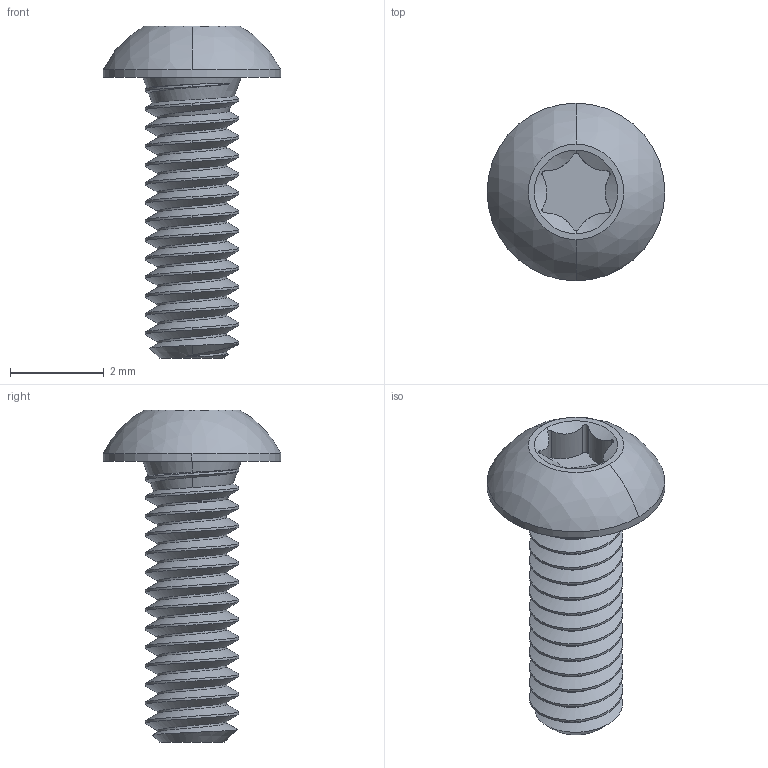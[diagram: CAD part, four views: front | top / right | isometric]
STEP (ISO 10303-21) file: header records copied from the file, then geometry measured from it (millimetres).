
FILE_DESCRIPTION (( 'STEP AP203' ), '1' );
FILE_NAME ('90910A922_Button Head Torx Screws.STEP', '2022-12-02T17:16:07', ( 'Administrator' ), ( 'Managed by Terraform' ), 'SwSTEP 2.0', 'SolidWorks 2017', '' );
FILE_SCHEMA (( 'CONFIG_CONTROL_DESIGN' ));
Length unit declared in the file: millimetre
Products named in the file (1): 90910A922_Button Head Torx Screws
Bounding box: 3.8 x 3.8 x 7.1 mm (x, y, z)
Volume: 22.6 mm3; surface area: 86.3 mm2
Topology: 1 solids, 1 shells, 66 faces, 185 edges, 123 vertices
Faces by surface type: cylinder 47, cone 8, sphere 4, plane 4, bspline 3
Entity records: 4068 total; most frequent: CARTESIAN_POINT 2511, ORIENTED_EDGE 370, DIRECTION 254, EDGE_CURVE 185, VERTEX_POINT 123, AXIS2_PLACEMENT_3D 100, EDGE_LOOP 68, ADVANCED_FACE 66
